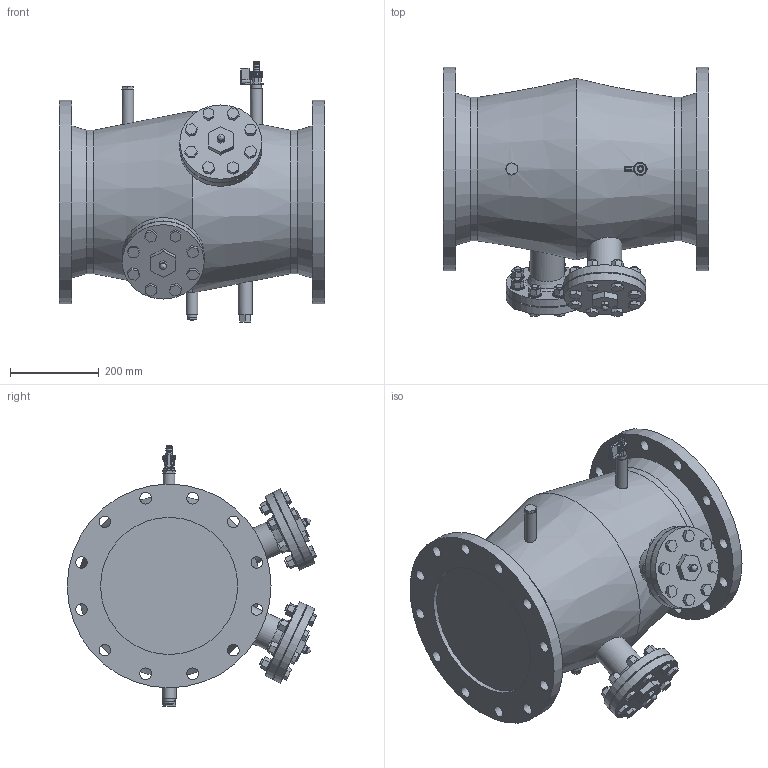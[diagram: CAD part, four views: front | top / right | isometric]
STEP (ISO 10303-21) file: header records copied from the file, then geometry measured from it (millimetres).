
FILE_DESCRIPTION(/* description */ (''),/* implementation_level */ '2;1');
FILE_NAME(/* name */ '3d_ExdirtMagnetoDN300-8256380.stp',/* time_stamp */ '2022-12-29T13:19:10+01:00',/* author */ ('Andrzej'),/* organization */ (''),/* preprocessor_version */ 'ST-DEVELOPER v16.13',/* originating_system */ 'AutoCAD Mechanical',/* authorisation */ '');
FILE_SCHEMA (('AUTOMOTIVE_DESIGN { 1 0 10303 214 3 1 1 }'));
Length unit declared in the file: millimetre
Products named in the file (1): Product
Bounding box: 600 x 563.23 x 587 mm (x, y, z)
Volume: 66420465.3 mm3; surface area: 1593845.2 mm2
Topology: 1 solids, 1 shells, 708 faces, 1620 edges, 1054 vertices
Faces by surface type: plane 470, cylinder 196, cone 26, torus 10, sphere 6
Full cylindrical faces by diameter (mm): 2 x1, 4 x1, 9 x1, 10 x1, 15 x2, 16 x30, 16.75 x1, 18 x46, 22 x1, 22.49 x16, 24 x1, 26 x24, 26.1 x1, 26.4 x4, 28 x1, 30 x16, 32 x1, 76.1 x2, 127 x2, 185 x4, 309.7 x2, 323.9 x2, 460 x2
Entity records: 19157 total; most frequent: CARTESIAN_POINT 3819, DIRECTION 3267, ORIENTED_EDGE 2698, EDGE_CURVE 1349, AXIS2_PLACEMENT_3D 1221, EDGE_LOOP 1099, VERTEX_POINT 982, LINE 825
